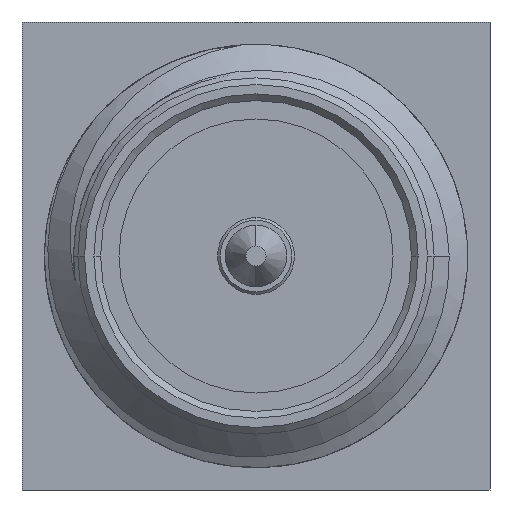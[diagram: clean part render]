
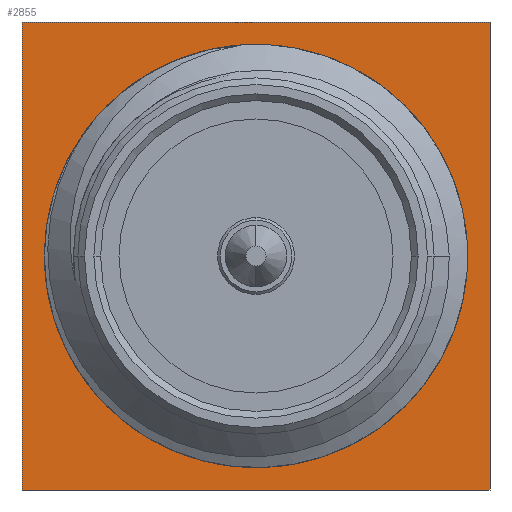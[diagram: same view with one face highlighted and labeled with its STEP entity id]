
A CAD part, left-side view. The second image highlights one B-rep face of the part: STEP entity #2855.
In plain terms, the highlighted planar face has unit normal (-1, 0, 0).
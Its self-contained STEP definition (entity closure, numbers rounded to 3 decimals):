
#287=DIRECTION('',(0.,0.,1.));
#288=VECTOR('',#287,7.);
#289=CARTESIAN_POINT('',(7.73,-3.5,-3.5));
#290=LINE('',#289,#288);
#291=DIRECTION('',(0.,-1.,0.));
#292=VECTOR('',#291,7.);
#293=CARTESIAN_POINT('',(7.73,3.5,-3.5));
#294=LINE('',#293,#292);
#295=DIRECTION('',(0.,0.,-1.));
#296=VECTOR('',#295,7.);
#297=CARTESIAN_POINT('',(7.73,3.5,3.5));
#298=LINE('',#297,#296);
#299=DIRECTION('',(0.,1.,0.));
#300=VECTOR('',#299,7.);
#301=CARTESIAN_POINT('',(7.73,-3.5,3.5));
#302=LINE('',#301,#300);
#303=CARTESIAN_POINT('',(7.73,0.,0.));
#304=DIRECTION('',(-1.,0.,0.));
#305=DIRECTION('',(0.,1.,0.));
#306=AXIS2_PLACEMENT_3D('',#303,#304,#305);
#308=CARTESIAN_POINT('',(7.73,0.,0.));
#309=DIRECTION('',(1.,0.,0.));
#310=DIRECTION('',(0.,1.,0.));
#311=AXIS2_PLACEMENT_3D('',#308,#309,#310);
#2199=CARTESIAN_POINT('',(7.73,3.1,0.));
#2200=CARTESIAN_POINT('',(7.73,-3.1,0.));
#2201=VERTEX_POINT('',#2199);
#2202=VERTEX_POINT('',#2200);
#2219=CARTESIAN_POINT('',(7.73,-3.5,-3.5));
#2220=CARTESIAN_POINT('',(7.73,-3.5,3.5));
#2221=VERTEX_POINT('',#2219);
#2222=VERTEX_POINT('',#2220);
#2223=CARTESIAN_POINT('',(7.73,3.5,-3.5));
#2224=VERTEX_POINT('',#2223);
#2225=CARTESIAN_POINT('',(7.73,3.5,3.5));
#2226=VERTEX_POINT('',#2225);
#2838=CARTESIAN_POINT('',(7.73,0.,0.));
#2839=DIRECTION('',(-1.,0.,0.));
#2840=DIRECTION('',(0.,1.,0.));
#2841=AXIS2_PLACEMENT_3D('',#2838,#2839,#2840);
#2842=PLANE('',#2841);
#2843=ORIENTED_EDGE('',*,*,#2518,.F.);
#2844=ORIENTED_EDGE('',*,*,#2670,.F.);
#2845=ORIENTED_EDGE('',*,*,#2630,.F.);
#2846=ORIENTED_EDGE('',*,*,#2590,.F.);
#2847=EDGE_LOOP('',(#2843,#2844,#2845,#2846));
#2848=FACE_OUTER_BOUND('',#2847,.F.);
#2850=ORIENTED_EDGE('',*,*,#2849,.T.);
#2852=ORIENTED_EDGE('',*,*,#2851,.F.);
#2853=EDGE_LOOP('',(#2850,#2852));
#2854=FACE_BOUND('',#2853,.F.);
#2855=ADVANCED_FACE('',(#2848,#2854),#2842,.T.);
#307=CIRCLE('',#306,3.1);
#312=CIRCLE('',#311,3.1);
#2518=EDGE_CURVE('',#2221,#2222,#290,.T.);
#2590=EDGE_CURVE('',#2222,#2226,#302,.T.);
#2630=EDGE_CURVE('',#2226,#2224,#298,.T.);
#2670=EDGE_CURVE('',#2224,#2221,#294,.T.);
#2849=EDGE_CURVE('',#2201,#2202,#307,.T.);
#2851=EDGE_CURVE('',#2201,#2202,#312,.T.);
